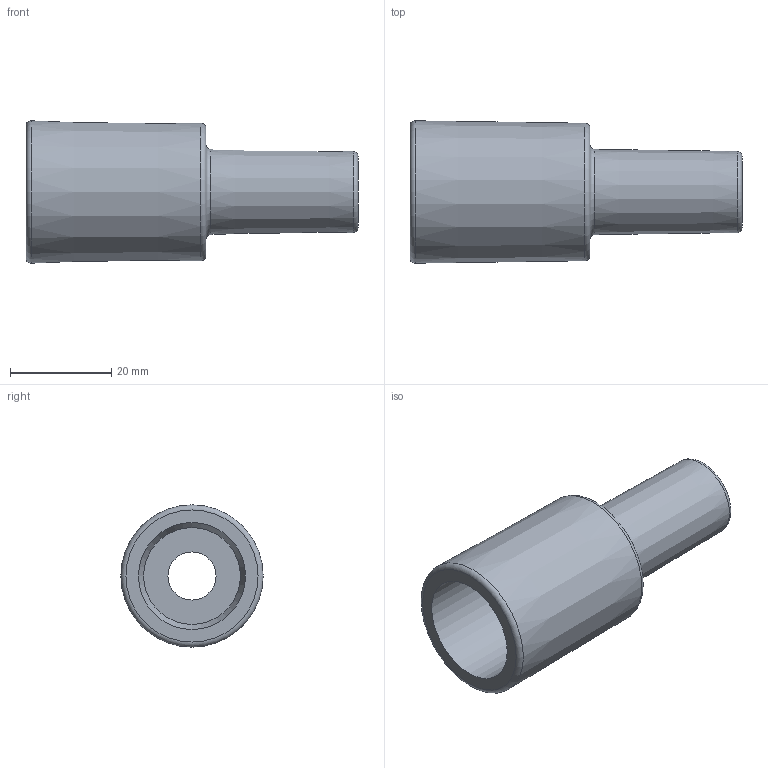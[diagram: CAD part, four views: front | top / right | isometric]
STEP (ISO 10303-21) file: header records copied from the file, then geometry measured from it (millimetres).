
FILE_DESCRIPTION(/* description */ (''),/* implementation_level */ '2;1');
FILE_NAME(/* name */ 'Boot A-B for cable ø7.5-ø9.5mm.stp',/* time_stamp */ '2021-03-11T11:16:25+01:00',/* author */ ('sh'),/* organization */ (''),/* preprocessor_version */ 'ST-DEVELOPER v17.2',/* originating_system */ 'Autodesk Inventor 2019',/* authorisation */ '');
FILE_SCHEMA (('AUTOMOTIVE_DESIGN { 1 0 10303 214 3 1 1 }'));
Length unit declared in the file: millimetre
Products named in the file (1): Boot A-B for cable ø7.5-ø9.5mm
Bounding box: 65.5 x 28.07 x 28.07 mm (x, y, z)
Volume: 13745.9 mm3; surface area: 8662.1 mm2
Topology: 1 solids, 1 shells, 14 faces, 41 edges, 31 vertices
Faces by surface type: torus 5, plane 4, cone 3, cylinder 2
Full cylindrical faces by diameter (mm): 9.5 x1, 21.1 x1
Entity records: 577 total; most frequent: DIRECTION 107, CARTESIAN_POINT 87, ORIENTED_EDGE 82, AXIS2_PLACEMENT_3D 51, EDGE_CURVE 41, CIRCLE 36, VERTEX_POINT 31, EDGE_LOOP 18
